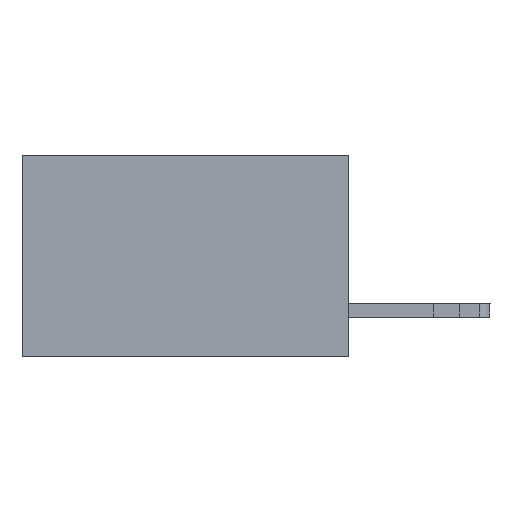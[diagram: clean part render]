
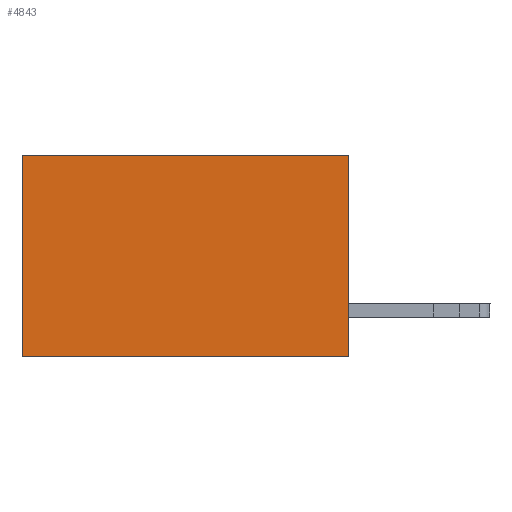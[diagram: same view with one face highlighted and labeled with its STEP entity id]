
A CAD part, left-side view. The second image highlights one B-rep face of the part: STEP entity #4843.
In plain terms, the highlighted planar face has unit normal (-1, 0, 0).
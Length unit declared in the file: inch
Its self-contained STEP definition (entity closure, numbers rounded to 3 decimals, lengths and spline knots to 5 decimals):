
#1084 = DIRECTION ( 'NONE',  ( 1., 0., 0. ) ) ;
#1341 = VECTOR ( 'NONE', #16017, 39.37008 ) ;
#1627 = DIRECTION ( 'NONE',  ( 0., 0., -1. ) ) ;
#1884 = VERTEX_POINT ( 'NONE', #10593 ) ;
#2125 = CARTESIAN_POINT ( 'NONE',  ( 0.2615, 0., -0.37 ) ) ;
#2459 = DIRECTION ( 'NONE',  ( 0., 0., -1. ) ) ;
#2562 = CARTESIAN_POINT ( 'NONE',  ( 0.2615, 0., 0. ) ) ;
#2618 = PLANE ( 'NONE',  #5745 ) ;
#2917 = VECTOR ( 'NONE', #4016, 39.37008 ) ;
#3323 = CARTESIAN_POINT ( 'NONE',  ( 0.2615, 0., -0.37 ) ) ;
#3384 = LINE ( 'NONE', #2562, #2917 ) ;
#4016 = DIRECTION ( 'NONE',  ( 0., 1., 0. ) ) ;
#4326 = EDGE_CURVE ( 'NONE', #4877, #7935, #6857, .T. ) ;
#4843 = ADVANCED_FACE ( 'NONE', ( #5506 ), #2618, .F. ) ;
#4877 = VERTEX_POINT ( 'NONE', #2125 ) ;
#4878 = CARTESIAN_POINT ( 'NONE',  ( 0.2615, 0., -0.37 ) ) ;
#5506 = FACE_OUTER_BOUND ( 'NONE', #17437, .T. ) ;
#5745 = AXIS2_PLACEMENT_3D ( 'NONE', #3323, #1084, #2459 ) ;
#6565 = ORIENTED_EDGE ( 'NONE', *, *, #12490, .T. ) ;
#6857 = LINE ( 'NONE', #13132, #14731 ) ;
#7733 = VERTEX_POINT ( 'NONE', #17463 ) ;
#7935 = VERTEX_POINT ( 'NONE', #13333 ) ;
#8955 = LINE ( 'NONE', #4878, #1341 ) ;
#10593 = CARTESIAN_POINT ( 'NONE',  ( 0.2615, 0., 0. ) ) ;
#12207 = DIRECTION ( 'NONE',  ( 0., 1., 0. ) ) ;
#12462 = ORIENTED_EDGE ( 'NONE', *, *, #4326, .F. ) ;
#12490 = EDGE_CURVE ( 'NONE', #1884, #7733, #3384, .T. ) ;
#12814 = VECTOR ( 'NONE', #1627, 39.37008 ) ;
#13132 = CARTESIAN_POINT ( 'NONE',  ( 0.2615, 0., -0.37 ) ) ;
#13333 = CARTESIAN_POINT ( 'NONE',  ( 0.2615, 0.6, -0.37 ) ) ;
#14731 = VECTOR ( 'NONE', #12207, 39.37008 ) ;
#15520 = EDGE_CURVE ( 'NONE', #7733, #7935, #16436, .T. ) ;
#15631 = ORIENTED_EDGE ( 'NONE', *, *, #17674, .F. ) ;
#16017 = DIRECTION ( 'NONE',  ( 0., 0., -1. ) ) ;
#16436 = LINE ( 'NONE', #16952, #12814 ) ;
#16952 = CARTESIAN_POINT ( 'NONE',  ( 0.2615, 0.6, -0.37 ) ) ;
#17437 = EDGE_LOOP ( 'NONE', ( #17466, #12462, #15631, #6565 ) ) ;
#17463 = CARTESIAN_POINT ( 'NONE',  ( 0.2615, 0.6, 0. ) ) ;
#17466 = ORIENTED_EDGE ( 'NONE', *, *, #15520, .T. ) ;
#17674 = EDGE_CURVE ( 'NONE', #1884, #4877, #8955, .T. ) ;
